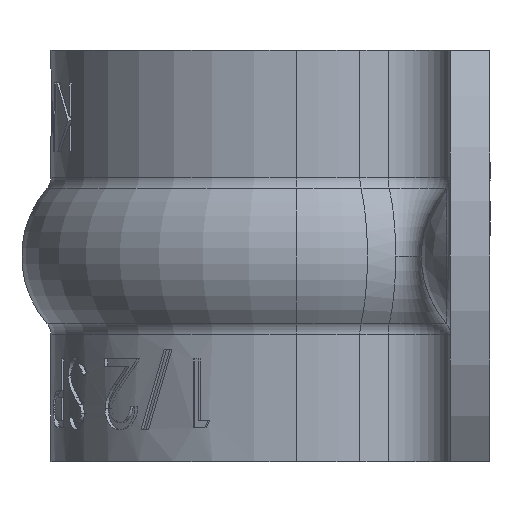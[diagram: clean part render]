
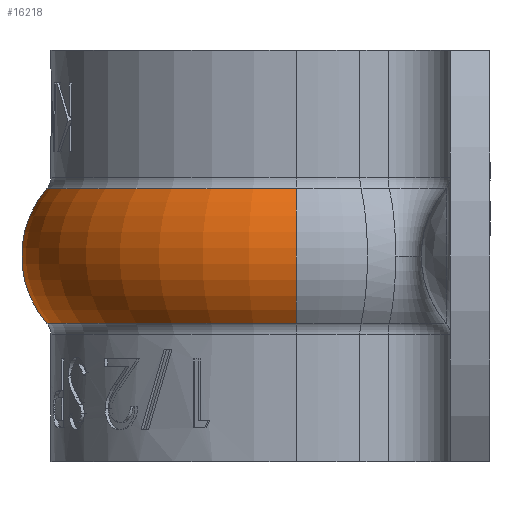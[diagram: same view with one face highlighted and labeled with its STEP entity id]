
A CAD part, left-side view. The second image highlights one B-rep face of the part: STEP entity #16218.
In plain terms, the highlighted toroidal (fillet/blend) face has major radius 5.295 mm and minor radius 3.175 mm.
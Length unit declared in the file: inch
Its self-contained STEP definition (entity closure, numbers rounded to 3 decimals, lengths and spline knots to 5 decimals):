
#671 = VERTEX_POINT ( 'NONE', #3628 ) ;
#1403 = CARTESIAN_POINT ( 'NONE',  ( -0.30289, 0., 0.1681 ) ) ;
#1703 = AXIS2_PLACEMENT_3D ( 'NONE', #5282, #16411, #6662 ) ;
#2606 = CARTESIAN_POINT ( 'NONE',  ( -0.30289, 0., 0.3319 ) ) ;
#2865 = ORIENTED_EDGE ( 'NONE', *, *, #10326, .F. ) ;
#2962 = ORIENTED_EDGE ( 'NONE', *, *, #11332, .T. ) ;
#3359 = DIRECTION ( 'NONE',  ( 0.966, -0.259, 0. ) ) ;
#3465 = EDGE_CURVE ( 'NONE', #7684, #671, #8637, .T. ) ;
#3628 = CARTESIAN_POINT ( 'NONE',  ( 0.30289, 0., 0.3319 ) ) ;
#3738 = VERTEX_POINT ( 'NONE', #1403 ) ;
#5068 = CARTESIAN_POINT ( 'NONE',  ( -0.20846, 0., 0.25 ) ) ;
#5282 = CARTESIAN_POINT ( 'NONE',  ( 0., 0., 0.25 ) ) ;
#5683 = EDGE_LOOP ( 'NONE', ( #2962, #14900, #2865, #10565 ) ) ;
#5997 = CIRCLE ( 'NONE', #14614, 0.30289 ) ;
#6105 = DIRECTION ( 'NONE',  ( 0., 0., 1. ) ) ;
#6546 = CARTESIAN_POINT ( 'NONE',  ( 0.20846, 0., 0.25 ) ) ;
#6607 = DIRECTION ( 'NONE',  ( 0., 0., -1. ) ) ;
#6662 = DIRECTION ( 'NONE',  ( 1., 0., 0. ) ) ;
#7057 = AXIS2_PLACEMENT_3D ( 'NONE', #11665, #6105, #3359 ) ;
#7638 = FACE_OUTER_BOUND ( 'NONE', #5683, .T. ) ;
#7684 = VERTEX_POINT ( 'NONE', #13662 ) ;
#7749 = VERTEX_POINT ( 'NONE', #2606 ) ;
#8637 = CIRCLE ( 'NONE', #16156, 0.125 ) ;
#8674 = CIRCLE ( 'NONE', #9129, 0.125 ) ;
#8784 = CARTESIAN_POINT ( 'NONE',  ( 0., 0., 0.3319 ) ) ;
#9129 = AXIS2_PLACEMENT_3D ( 'NONE', #5068, #12022, #14687 ) ;
#9200 = CIRCLE ( 'NONE', #7057, 0.30289 ) ;
#10200 = DIRECTION ( 'NONE',  ( 0., 0., 1. ) ) ;
#10326 = EDGE_CURVE ( 'NONE', #671, #7749, #5997, .T. ) ;
#10565 = ORIENTED_EDGE ( 'NONE', *, *, #3465, .F. ) ;
#11051 = TOROIDAL_SURFACE ( 'NONE', #1703, 0.20846, 0.125 ) ;
#11332 = EDGE_CURVE ( 'NONE', #7684, #3738, #9200, .T. ) ;
#11665 = CARTESIAN_POINT ( 'NONE',  ( 0., 0., 0.1681 ) ) ;
#11702 = DIRECTION ( 'NONE',  ( 0.966, -0.259, 0. ) ) ;
#12022 = DIRECTION ( 'NONE',  ( 0., 1., 0. ) ) ;
#13662 = CARTESIAN_POINT ( 'NONE',  ( 0.30289, 0., 0.1681 ) ) ;
#14614 = AXIS2_PLACEMENT_3D ( 'NONE', #8784, #10200, #11702 ) ;
#14687 = DIRECTION ( 'NONE',  ( -1., 0., 0. ) ) ;
#14829 = DIRECTION ( 'NONE',  ( 0., -1., 0. ) ) ;
#14900 = ORIENTED_EDGE ( 'NONE', *, *, #17527, .T. ) ;
#16156 = AXIS2_PLACEMENT_3D ( 'NONE', #6546, #14829, #6607 ) ;
#16218 = ADVANCED_FACE ( 'NONE', ( #7638 ), #11051, .T. ) ;
#16411 = DIRECTION ( 'NONE',  ( 0., 0., 1. ) ) ;
#17527 = EDGE_CURVE ( 'NONE', #3738, #7749, #8674, .T. ) ;
